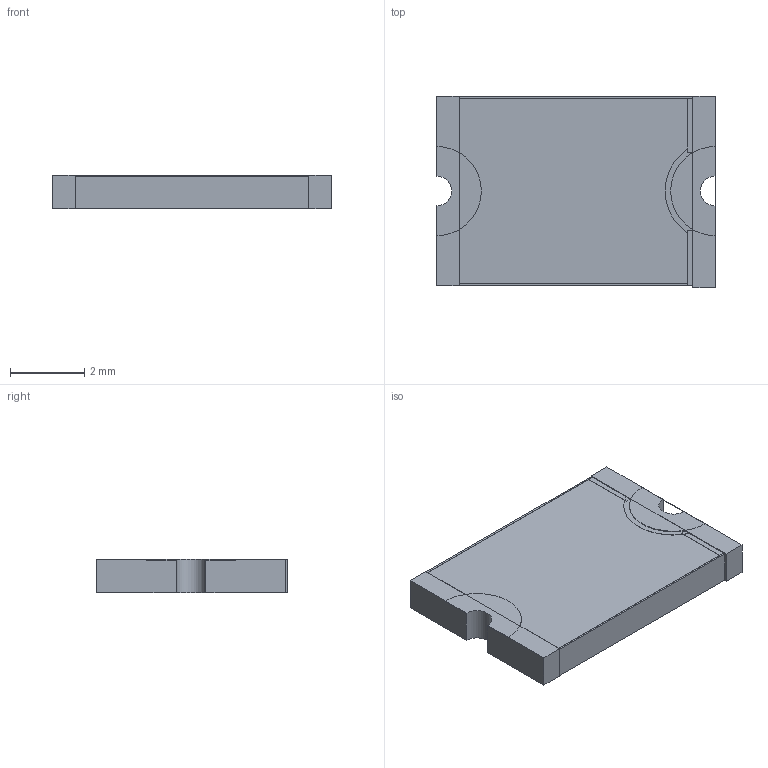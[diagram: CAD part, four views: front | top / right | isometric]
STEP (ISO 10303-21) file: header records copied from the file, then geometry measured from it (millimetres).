
FILE_DESCRIPTION(('FreeCAD Model'),'2;1');
FILE_NAME('688834.1.2.stp','2021-04-29T15:31:21',( 'Author'),(''),'Open CASCADE STEP processor 6.9','FreeCAD','Unknown' );
FILE_SCHEMA(('AUTOMOTIVE_DESIGN { 1 0 10303 214 1 1 1 1 }'));
Length unit declared in the file: millimetre
Products named in the file (5): ASSEMBLY; solidBody; Terminal; Green; solidLineage
Assembly tree (4 placements, depth 2):
  ASSEMBLY
    solidBody
    Terminal
    Green
    solidLineage
Bounding box: 7.5 x 5.15 x 0.9 mm (x, y, z)
Volume: 33.2 mm3; surface area: 181.8 mm2
Topology: 7 solids, 7 shells, 60 faces, 130 edges, 84 vertices
Faces by surface type: plane 55, cylinder 5
Entity records: 3430 total; most frequent: CARTESIAN_POINT 579, DIRECTION 514, LINE 342, VECTOR 342, ORIENTED_EDGE 260, PCURVE 260, DEFINITIONAL_REPRESENTATION 260, EDGE_CURVE 130
